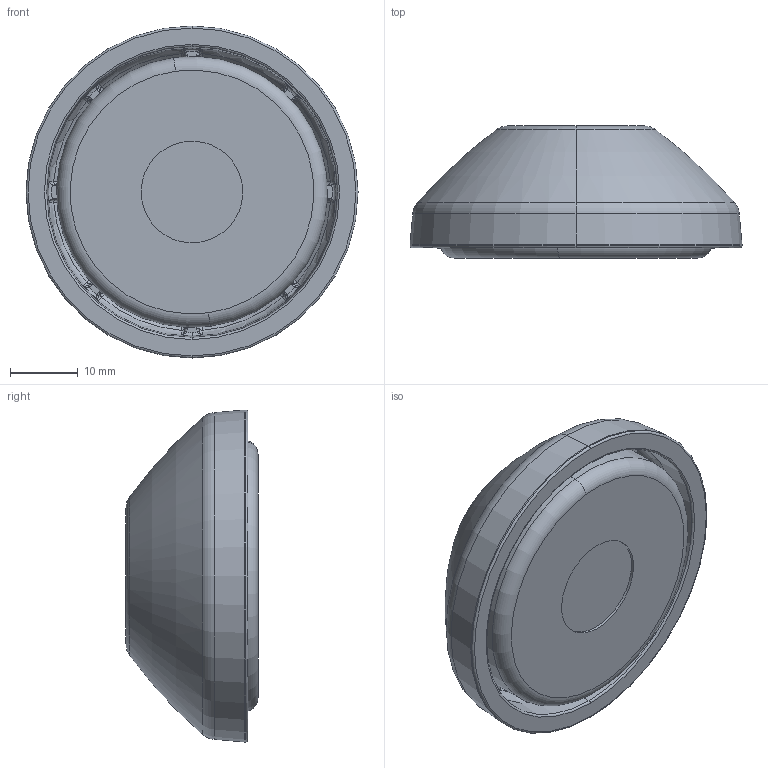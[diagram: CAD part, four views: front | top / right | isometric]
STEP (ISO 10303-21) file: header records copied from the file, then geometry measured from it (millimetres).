
FILE_DESCRIPTION (( 'STEP AP214' ), '1' );
FILE_NAME ('098d050kg.STEP', '2014-08-11T09:07:36', ( '' ), ( '' ), 'SwSTEP 2.0', 'SolidWorks 2014', '' );
FILE_SCHEMA (( 'AUTOMOTIVE_DESIGN' ));
Length unit declared in the file: millimetre
Products named in the file (3): 098dg050_098DG050; 098d050k_098D050K; 098d050kg
Assembly tree (2 placements, depth 2):
  098d050kg
    098d050k_098D050K
    098dg050_098DG050
Bounding box: 49 x 19.5 x 49 mm (x, y, z)
Volume: 20058.9 mm3; surface area: 11276.4 mm2
Topology: 2 solids, 2 shells, 425 faces, 995 edges, 554 vertices
Faces by surface type: bspline 236, torus 62, plane 45, cone 42, cylinder 38, sphere 2
Entity records: 16120 total; most frequent: CARTESIAN_POINT 8155, ORIENTED_EDGE 1932, DIRECTION 1288, EDGE_CURVE 966, AXIS2_PLACEMENT_3D 604, VERTEX_POINT 551, B_SPLINE_CURVE_WITH_KNOTS 476, EDGE_LOOP 431
